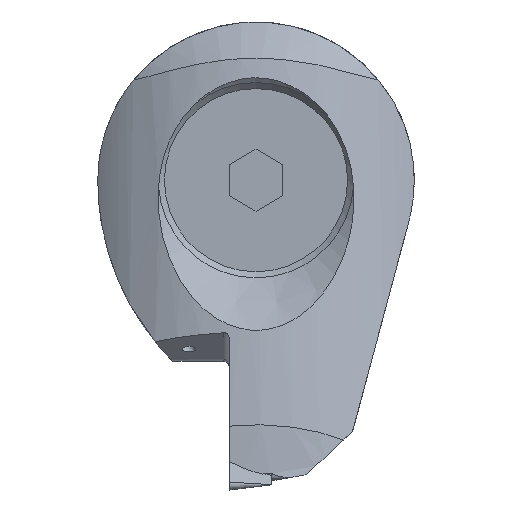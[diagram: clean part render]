
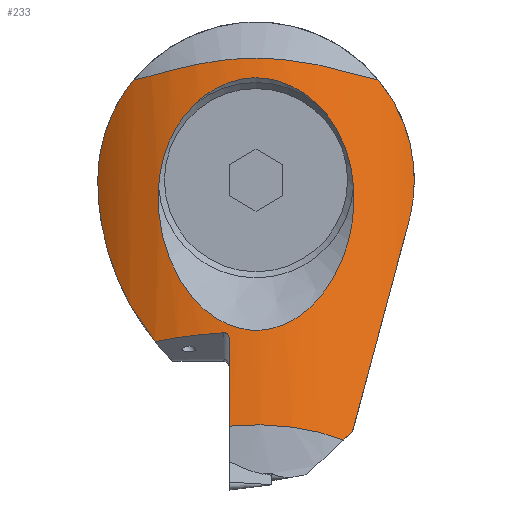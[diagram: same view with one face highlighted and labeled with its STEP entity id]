
A CAD part, left-side view. The second image highlights one B-rep face of the part: STEP entity #233.
In plain terms, the highlighted cylindrical face has radius 17.5 mm (diameter 35 mm), a partial arc.
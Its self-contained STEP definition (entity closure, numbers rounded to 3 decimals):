
#84=B_SPLINE_CURVE_WITH_KNOTS('',3,(#1713,#1714,#1715,#1716),
 .UNSPECIFIED.,.F.,.F.,(4,4),(0.,1.),.UNSPECIFIED.);
#85=B_SPLINE_CURVE_WITH_KNOTS('',3,(#1761,#1762,#1763,#1764),
 .UNSPECIFIED.,.F.,.F.,(4,4),(0.,1.),.UNSPECIFIED.);
#86=B_SPLINE_CURVE_WITH_KNOTS('',3,(#1769,#1770,#1771,#1772),
 .UNSPECIFIED.,.F.,.F.,(4,4),(0.,1.),.UNSPECIFIED.);
#88=B_SPLINE_CURVE_WITH_KNOTS('',3,(#1823,#1824,#1825,#1826,#1827,#1828),
 .UNSPECIFIED.,.F.,.F.,(4,2,4),(0.,0.5,1.),.UNSPECIFIED.);
#89=B_SPLINE_CURVE_WITH_KNOTS('',3,(#1849,#1850,#1851,#1852,#1853,#1854,
#1855,#1856,#1857,#1858,#1859,#1860,#1861,#1862,#1863,#1864),
 .UNSPECIFIED.,.F.,.F.,(4,3,3,3,3,4),(0.,0.22,0.441,
0.655,0.86,1.),.UNSPECIFIED.);
#90=B_SPLINE_CURVE_WITH_KNOTS('',3,(#1866,#1867,#1868,#1869,#1870,#1871),
 .UNSPECIFIED.,.F.,.F.,(4,2,4),(0.,0.5,1.),.UNSPECIFIED.);
#91=B_SPLINE_CURVE_WITH_KNOTS('',3,(#1873,#1874,#1875,#1876,#1877,#1878,
#1879,#1880,#1881,#1882,#1883,#1884,#1885,#1886),.UNSPECIFIED.,.F.,.F.,
(4,2,2,2,2,2,4),(0.,0.25,0.375,0.5,0.625,0.75,1.),.UNSPECIFIED.);
#92=B_SPLINE_CURVE_WITH_KNOTS('',3,(#1888,#1889,#1890,#1891),
 .UNSPECIFIED.,.F.,.F.,(4,4),(0.,1.),.UNSPECIFIED.);
#94=B_SPLINE_CURVE_WITH_KNOTS('',3,(#1900,#1901,#1902,#1903,#1904,#1905),
 .UNSPECIFIED.,.F.,.F.,(4,2,4),(0.,0.5,1.),.UNSPECIFIED.);
#95=B_SPLINE_CURVE_WITH_KNOTS('',3,(#1908,#1909,#1910,#1911,#1912,#1913,
#1914,#1915,#1916,#1917),.UNSPECIFIED.,.F.,.F.,(4,2,2,2,4),(0.,0.25,0.5,
0.75,1.),.UNSPECIFIED.);
#104=ELLIPSE('',#1214,18.144,17.5);
#107=ELLIPSE('',#1225,24.147,17.5);
#110=ELLIPSE('',#1231,68.438,17.5);
#135=CYLINDRICAL_SURFACE('',#1244,17.5);
#233=ADVANCED_FACE('',(#466,#467),#135,.T.);
#323=LINE('',#1780,#401);
#401=VECTOR('',#1418,1.);
#466=FACE_BOUND('',#526,.T.);
#467=FACE_BOUND('',#527,.T.);
#526=EDGE_LOOP('',(#720,#721,#722,#723));
#527=EDGE_LOOP('',(#724,#725,#726,#727,#728,#729,#730,#731,#732,#733));
#720=ORIENTED_EDGE('',*,*,#988,.F.);
#721=ORIENTED_EDGE('',*,*,#1026,.F.);
#722=ORIENTED_EDGE('',*,*,#990,.F.);
#723=ORIENTED_EDGE('',*,*,#1027,.F.);
#724=ORIENTED_EDGE('',*,*,#1032,.T.);
#725=ORIENTED_EDGE('',*,*,#1028,.F.);
#726=ORIENTED_EDGE('',*,*,#1013,.F.);
#727=ORIENTED_EDGE('',*,*,#986,.F.);
#728=ORIENTED_EDGE('',*,*,#1025,.F.);
#729=ORIENTED_EDGE('',*,*,#994,.T.);
#730=ORIENTED_EDGE('',*,*,#966,.T.);
#731=ORIENTED_EDGE('',*,*,#1010,.T.);
#732=ORIENTED_EDGE('',*,*,#1020,.T.);
#733=ORIENTED_EDGE('',*,*,#1030,.F.);
#858=VERTEX_POINT('',#1683);
#864=VERTEX_POINT('',#1712);
#877=VERTEX_POINT('',#1752);
#879=VERTEX_POINT('',#1756);
#881=VERTEX_POINT('',#1765);
#882=VERTEX_POINT('',#1766);
#883=VERTEX_POINT('',#1768);
#884=VERTEX_POINT('',#1773);
#887=VERTEX_POINT('',#1781);
#899=VERTEX_POINT('',#1810);
#902=VERTEX_POINT('',#1829);
#906=VERTEX_POINT('',#1840);
#909=VERTEX_POINT('',#1892);
#910=VERTEX_POINT('',#1899);
#966=EDGE_CURVE('',#858,#864,#84,.T.);
#986=EDGE_CURVE('',#879,#877,#104,.T.);
#988=EDGE_CURVE('',#881,#882,#85,.T.);
#990=EDGE_CURVE('',#883,#884,#86,.T.);
#994=EDGE_CURVE('',#887,#858,#323,.T.);
#1010=EDGE_CURVE('',#864,#899,#107,.T.);
#1013=EDGE_CURVE('',#877,#902,#88,.T.);
#1020=EDGE_CURVE('',#899,#906,#110,.T.);
#1025=EDGE_CURVE('',#887,#879,#89,.T.);
#1026=EDGE_CURVE('',#884,#881,#90,.T.);
#1027=EDGE_CURVE('',#882,#883,#91,.T.);
#1028=EDGE_CURVE('',#902,#909,#92,.T.);
#1030=EDGE_CURVE('',#910,#906,#94,.T.);
#1032=EDGE_CURVE('',#910,#909,#95,.T.);
#1214=AXIS2_PLACEMENT_3D('',#1757,#1403,#1404);
#1225=AXIS2_PLACEMENT_3D('',#1811,#1440,#1441);
#1231=AXIS2_PLACEMENT_3D('',#1841,#1456,#1457);
#1244=AXIS2_PLACEMENT_3D('',#1930,#1486,#1487);
#1403=DIRECTION('',(-0.412,0.,-0.911));
#1404=DIRECTION('',(-0.911,0.,0.412));
#1418=DIRECTION('',(-0.156,0.,-0.988));
#1440=DIRECTION('',(-0.02,0.676,0.737));
#1441=DIRECTION('',(0.248,-0.711,0.658));
#1456=DIRECTION('',(0.,0.966,0.259));
#1457=DIRECTION('',(0.162,-0.255,0.953));
#1486=DIRECTION('',(0.156,0.,0.988));
#1487=DIRECTION('',(0.988,0.,-0.156));
#1683=CARTESIAN_POINT('',(-11.005,2.,-18.257));
#1712=CARTESIAN_POINT('',(-10.015,-6.505,-19.289));
#1713=CARTESIAN_POINT('',(-11.005,2.,-18.257));
#1714=CARTESIAN_POINT('',(-11.299,-0.921,-17.968));
#1715=CARTESIAN_POINT('',(-10.912,-3.903,-18.294));
#1716=CARTESIAN_POINT('',(-10.015,-6.505,-19.289));
#1752=CARTESIAN_POINT('',(-8.418,7.498,-11.979));
#1756=CARTESIAN_POINT('',(-9.856,2.4,-11.33));
#1757=CARTESIAN_POINT('',(6.523,0.,-18.729));
#1761=CARTESIAN_POINT('',(-6.725,4.552,5.643));
#1762=CARTESIAN_POINT('',(-6.524,6.22,4.044));
#1763=CARTESIAN_POINT('',(-6.424,7.098,1.784));
#1764=CARTESIAN_POINT('',(-6.725,7.232,-0.507));
#1765=CARTESIAN_POINT('',(-6.725,4.552,5.643));
#1766=CARTESIAN_POINT('',(-6.725,7.232,-0.507));
#1768=CARTESIAN_POINT('',(-6.725,-7.232,-0.507));
#1769=CARTESIAN_POINT('',(-6.725,-7.232,-0.507));
#1770=CARTESIAN_POINT('',(-6.425,-7.098,1.778));
#1771=CARTESIAN_POINT('',(-6.524,-6.215,4.049));
#1772=CARTESIAN_POINT('',(-6.725,-4.552,5.643));
#1773=CARTESIAN_POINT('',(-6.725,-4.552,5.643));
#1780=CARTESIAN_POINT('',(-11.73,2.,-22.837));
#1781=CARTESIAN_POINT('',(-9.969,2.,-11.718));
#1810=CARTESIAN_POINT('',(-9.637,-7.158,-18.679));
#1811=CARTESIAN_POINT('',(5.558,0.,-24.821));
#1823=CARTESIAN_POINT('',(-8.418,7.498,-11.979));
#1824=CARTESIAN_POINT('',(-7.517,8.832,-10.336));
#1825=CARTESIAN_POINT('',(-6.515,9.874,-8.503));
#1826=CARTESIAN_POINT('',(-4.755,11.334,-4.495));
#1827=CARTESIAN_POINT('',(-4.006,11.75,-2.304));
#1828=CARTESIAN_POINT('',(-3.641,11.75,0.));
#1829=CARTESIAN_POINT('',(-3.641,11.75,0.));
#1840=CARTESIAN_POINT('',(-4.479,-11.349,-3.042));
#1841=CARTESIAN_POINT('',(2.301,0.,-45.385));
#1849=CARTESIAN_POINT('',(-9.969,2.,-11.718));
#1850=CARTESIAN_POINT('',(-9.962,2.,-11.672));
#1851=CARTESIAN_POINT('',(-9.953,2.008,-11.625));
#1852=CARTESIAN_POINT('',(-9.945,2.023,-11.582));
#1853=CARTESIAN_POINT('',(-9.936,2.038,-11.539));
#1854=CARTESIAN_POINT('',(-9.927,2.061,-11.498));
#1855=CARTESIAN_POINT('',(-9.918,2.09,-11.463));
#1856=CARTESIAN_POINT('',(-9.909,2.118,-11.429));
#1857=CARTESIAN_POINT('',(-9.9,2.153,-11.4));
#1858=CARTESIAN_POINT('',(-9.892,2.191,-11.378));
#1859=CARTESIAN_POINT('',(-9.884,2.228,-11.357));
#1860=CARTESIAN_POINT('',(-9.876,2.269,-11.342));
#1861=CARTESIAN_POINT('',(-9.869,2.312,-11.335));
#1862=CARTESIAN_POINT('',(-9.864,2.341,-11.329));
#1863=CARTESIAN_POINT('',(-9.86,2.37,-11.328));
#1864=CARTESIAN_POINT('',(-9.856,2.4,-11.33));
#1866=CARTESIAN_POINT('',(-6.725,-4.552,5.643));
#1867=CARTESIAN_POINT('',(-6.866,-3.35,6.827));
#1868=CARTESIAN_POINT('',(-7.024,-1.699,7.604));
#1869=CARTESIAN_POINT('',(-7.025,1.682,7.609));
#1870=CARTESIAN_POINT('',(-6.867,3.339,6.838));
#1871=CARTESIAN_POINT('',(-6.725,4.552,5.643));
#1873=CARTESIAN_POINT('',(-6.725,7.232,-0.507));
#1874=CARTESIAN_POINT('',(-7.022,7.418,-2.92));
#1875=CARTESIAN_POINT('',(-7.71,6.852,-5.349));
#1876=CARTESIAN_POINT('',(-8.795,5.094,-8.344));
#1877=CARTESIAN_POINT('',(-9.173,4.333,-9.267));
#1878=CARTESIAN_POINT('',(-9.777,2.421,-10.675));
#1879=CARTESIAN_POINT('',(-9.995,1.219,-11.146));
#1880=CARTESIAN_POINT('',(-9.994,-1.222,-11.145));
#1881=CARTESIAN_POINT('',(-9.776,-2.427,-10.671));
#1882=CARTESIAN_POINT('',(-9.172,-4.336,-9.264));
#1883=CARTESIAN_POINT('',(-8.796,-5.094,-8.346));
#1884=CARTESIAN_POINT('',(-7.698,-6.869,-5.315));
#1885=CARTESIAN_POINT('',(-7.021,-7.417,-2.909));
#1886=CARTESIAN_POINT('',(-6.725,-7.232,-0.507));
#1888=CARTESIAN_POINT('',(-3.641,11.75,0.));
#1889=CARTESIAN_POINT('',(-3.213,11.75,2.707));
#1890=CARTESIAN_POINT('',(-3.765,10.761,5.394));
#1891=CARTESIAN_POINT('',(-4.463,9.11,7.42));
#1892=CARTESIAN_POINT('',(-4.463,9.11,7.42));
#1899=CARTESIAN_POINT('',(-4.463,-9.11,7.42));
#1900=CARTESIAN_POINT('',(-4.463,-9.11,7.42));
#1901=CARTESIAN_POINT('',(-3.973,-10.27,5.997));
#1902=CARTESIAN_POINT('',(-3.541,-11.096,4.298));
#1903=CARTESIAN_POINT('',(-3.43,-11.883,0.619));
#1904=CARTESIAN_POINT('',(-3.808,-11.811,-1.318));
#1905=CARTESIAN_POINT('',(-4.479,-11.349,-3.042));
#1908=CARTESIAN_POINT('',(-4.463,-9.11,7.42));
#1909=CARTESIAN_POINT('',(-5.265,-7.735,7.722));
#1910=CARTESIAN_POINT('',(-5.829,-6.282,8.194));
#1911=CARTESIAN_POINT('',(-6.601,-3.209,8.854));
#1912=CARTESIAN_POINT('',(-6.795,-1.63,9.055));
#1913=CARTESIAN_POINT('',(-6.795,1.628,9.055));
#1914=CARTESIAN_POINT('',(-6.601,3.208,8.855));
#1915=CARTESIAN_POINT('',(-5.827,6.288,8.193));
#1916=CARTESIAN_POINT('',(-5.265,7.735,7.722));
#1917=CARTESIAN_POINT('',(-4.463,9.11,7.42));
#1930=CARTESIAN_POINT('',(5.441,0.,-25.557));
